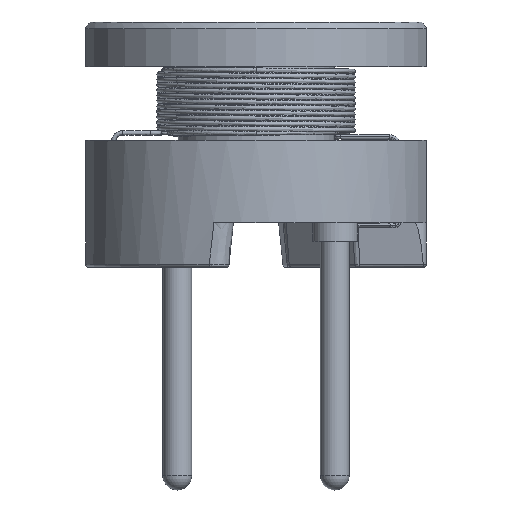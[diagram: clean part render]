
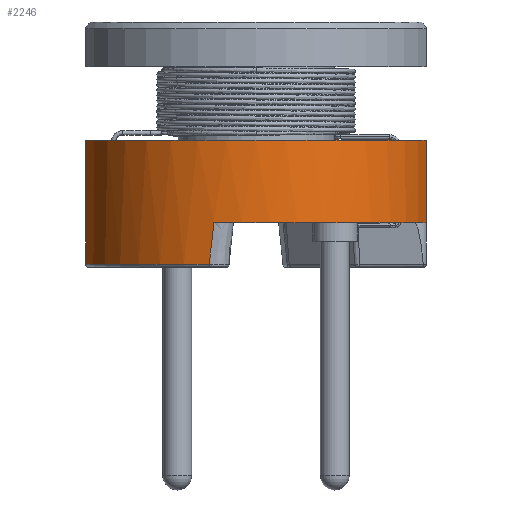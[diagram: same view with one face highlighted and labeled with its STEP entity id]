
A CAD part, front view. The second image highlights one B-rep face of the part: STEP entity #2246.
In plain terms, the highlighted cylindrical face has radius 3.9 mm (diameter 7.8 mm), a partial arc.
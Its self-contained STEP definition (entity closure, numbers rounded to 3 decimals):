
#48=ELLIPSE('',#3259,35.714,3.9);
#55=CYLINDRICAL_SURFACE('',#3257,3.9);
#162=LINE('',#9855,#276);
#183=LINE('',#9981,#297);
#184=LINE('',#9985,#298);
#276=VECTOR('',#3490,1000.);
#297=VECTOR('',#3581,1000.);
#298=VECTOR('',#3584,1000.);
#435=CIRCLE('',#3234,3.9);
#454=CIRCLE('',#3258,3.9);
#455=CIRCLE('',#3260,3.9);
#701=ORIENTED_EDGE('',*,*,#1250,.F.);
#702=ORIENTED_EDGE('',*,*,#1303,.T.);
#703=ORIENTED_EDGE('',*,*,#1304,.T.);
#704=ORIENTED_EDGE('',*,*,#1263,.F.);
#705=ORIENTED_EDGE('',*,*,#1305,.T.);
#706=ORIENTED_EDGE('',*,*,#1306,.T.);
#707=ORIENTED_EDGE('',*,*,#1307,.T.);
#1250=EDGE_CURVE('',#1562,#1563,#162,.T.);
#1263=EDGE_CURVE('',#1575,#1576,#435,.T.);
#1303=EDGE_CURVE('',#1562,#1610,#454,.T.);
#1304=EDGE_CURVE('',#1610,#1576,#48,.T.);
#1305=EDGE_CURVE('',#1575,#1611,#183,.F.);
#1306=EDGE_CURVE('',#1611,#1612,#455,.T.);
#1307=EDGE_CURVE('',#1612,#1563,#184,.T.);
#1562=VERTEX_POINT('',#9854);
#1563=VERTEX_POINT('',#9856);
#1575=VERTEX_POINT('',#9885);
#1576=VERTEX_POINT('',#9887);
#1610=VERTEX_POINT('',#9979);
#1611=VERTEX_POINT('',#9982);
#1612=VERTEX_POINT('',#9984);
#1868=EDGE_LOOP('',(#701,#702,#703,#704,#705,#706,#707));
#2060=FACE_BOUND('',#1868,.T.);
#2246=ADVANCED_FACE('',(#2060),#55,.T.);
#3234=AXIS2_PLACEMENT_3D('',#9886,#3513,#3514);
#3257=AXIS2_PLACEMENT_3D('',#9977,#3575,#3576);
#3258=AXIS2_PLACEMENT_3D('',#9978,#3577,#3578);
#3259=AXIS2_PLACEMENT_3D('',#9980,#3579,#3580);
#3260=AXIS2_PLACEMENT_3D('',#9983,#3582,#3583);
#3490=DIRECTION('',(0.,0.,1.));
#3513=DIRECTION('',(0.,0.,-1.));
#3514=DIRECTION('',(1.,0.,0.));
#3575=DIRECTION('',(0.,0.,-1.));
#3576=DIRECTION('',(-1.,0.,0.));
#3577=DIRECTION('',(0.,0.,1.));
#3578=DIRECTION('',(1.,0.,0.));
#3579=DIRECTION('',(-0.99,-0.087,0.109));
#3580=DIRECTION('',(-0.109,-0.01,-0.994));
#3581=DIRECTION('',(0.,0.,-1.));
#3582=DIRECTION('',(0.,0.,-1.));
#3583=DIRECTION('',(1.,0.,0.));
#3584=DIRECTION('',(0.,0.,-1.));
#9854=CARTESIAN_POINT('',(-3.818,-0.796,-0.94));
#9855=CARTESIAN_POINT('',(-3.818,-0.796,-1.));
#9856=CARTESIAN_POINT('',(-3.818,-0.796,0.));
#9885=CARTESIAN_POINT('',(3.818,-0.796,0.));
#9886=CARTESIAN_POINT('',(0.,0.,0.));
#9887=CARTESIAN_POINT('',(-0.943,-3.784,0.));
#9977=CARTESIAN_POINT('',(0.,0.,1.85));
#9978=CARTESIAN_POINT('',(0.,0.,-0.94));
#9979=CARTESIAN_POINT('',(-1.05,-3.756,-0.94));
#9980=CARTESIAN_POINT('',(0.,0.,11.557));
#9981=CARTESIAN_POINT('',(3.818,-0.796,1.85));
#9982=CARTESIAN_POINT('',(3.818,-0.796,1.85));
#9983=CARTESIAN_POINT('',(0.,0.,1.85));
#9984=CARTESIAN_POINT('',(-3.818,-0.796,1.85));
#9985=CARTESIAN_POINT('',(-3.818,-0.796,1.85));
